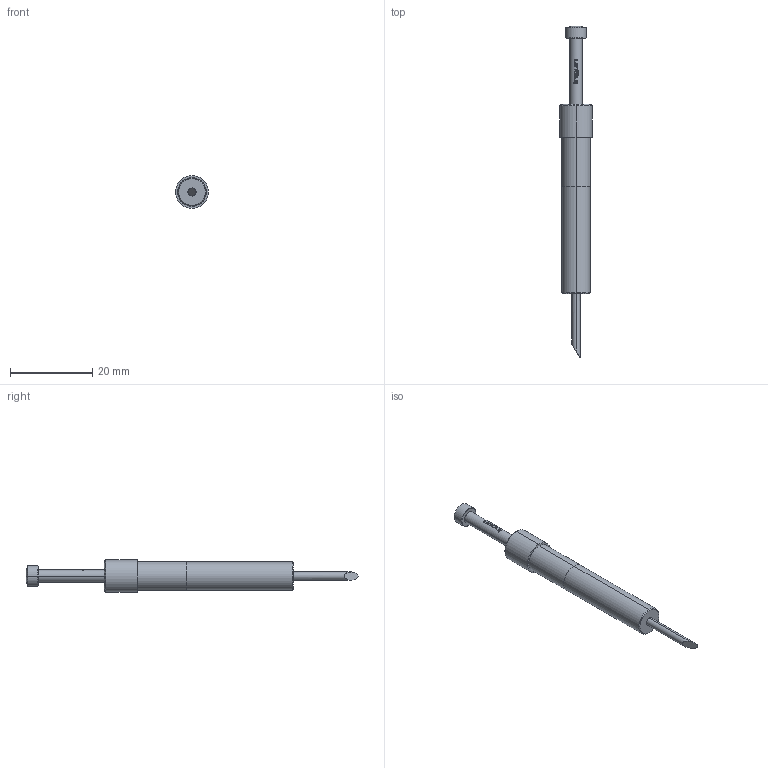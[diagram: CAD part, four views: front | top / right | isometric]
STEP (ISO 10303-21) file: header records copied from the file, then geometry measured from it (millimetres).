
FILE_DESCRIPTION (( 'STEP AP203' ), '1' );
FILE_NAME ('INGUN_SKS-429_005_500_A_xx08.STEP', '2022-05-19T07:37:40', ( 'ochi' ), ( '' ), 'SwSTEP 2.0', 'SolidWorks 2018', '' );
FILE_SCHEMA (( 'CONFIG_CONTROL_DESIGN' ));
Length unit declared in the file: millimetre
Products named in the file (1): INGUN_SKS-429_005_500_A_xx08
Bounding box: 8 x 80.8 x 8 mm (x, y, z)
Volume: 2059.7 mm3; surface area: 1432.8 mm2
Topology: 1 solids, 1 shells, 94 faces, 236 edges, 155 vertices
Faces by surface type: plane 46, bspline 22, cylinder 18, cone 6, sphere 2
Entity records: 3241 total; most frequent: CARTESIAN_POINT 1080, ORIENTED_EDGE 472, DIRECTION 364, EDGE_CURVE 236, VERTEX_POINT 155, AXIS2_PLACEMENT_3D 143, EDGE_LOOP 105, ADVANCED_FACE 94
